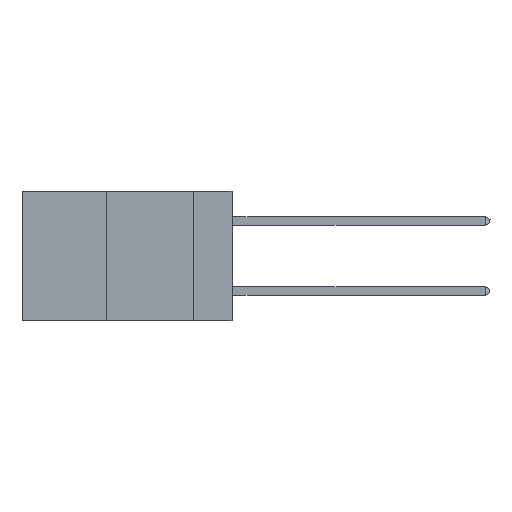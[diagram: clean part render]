
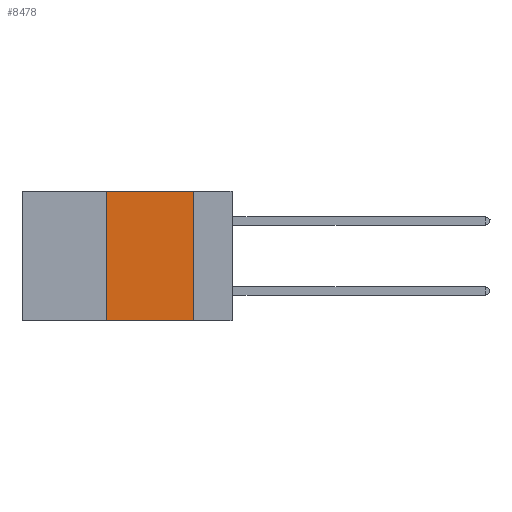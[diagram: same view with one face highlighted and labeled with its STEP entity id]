
A CAD part, left-side view. The second image highlights one B-rep face of the part: STEP entity #8478.
In plain terms, the highlighted planar face has unit normal (-1, 0, 0).
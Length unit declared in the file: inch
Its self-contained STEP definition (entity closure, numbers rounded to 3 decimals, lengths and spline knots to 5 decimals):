
#347 = CARTESIAN_POINT ( 'NONE',  ( 0., 0.36, -0.37 ) ) ;
#2151 = DIRECTION ( 'NONE',  ( 1., 0., 0. ) ) ;
#2236 = CARTESIAN_POINT ( 'NONE',  ( 0., 0.6, 0. ) ) ;
#3181 = VERTEX_POINT ( 'NONE', #10368 ) ;
#3580 = CARTESIAN_POINT ( 'NONE',  ( 0., 0.11, 0. ) ) ;
#4327 = EDGE_CURVE ( 'NONE', #9628, #3181, #8676, .T. ) ;
#4554 = VERTEX_POINT ( 'NONE', #8926 ) ;
#4666 = DIRECTION ( 'NONE',  ( 0., -1., 0. ) ) ;
#4813 = EDGE_CURVE ( 'NONE', #9628, #4554, #15047, .T. ) ;
#5086 = VECTOR ( 'NONE', #4666, 39.37008 ) ;
#6084 = LINE ( 'NONE', #7576, #5086 ) ;
#6121 = EDGE_CURVE ( 'NONE', #6631, #3181, #11603, .T. ) ;
#6290 = ORIENTED_EDGE ( 'NONE', *, *, #10694, .F. ) ;
#6631 = VERTEX_POINT ( 'NONE', #3580 ) ;
#6908 = ORIENTED_EDGE ( 'NONE', *, *, #6121, .F. ) ;
#7576 = CARTESIAN_POINT ( 'NONE',  ( 0., 0.6, 0. ) ) ;
#7630 = ORIENTED_EDGE ( 'NONE', *, *, #4327, .T. ) ;
#8196 = CARTESIAN_POINT ( 'NONE',  ( 0., 0.11, 0. ) ) ;
#8259 = AXIS2_PLACEMENT_3D ( 'NONE', #2236, #2151, #11129 ) ;
#8261 = EDGE_LOOP ( 'NONE', ( #6908, #6290, #15981, #7630 ) ) ;
#8478 = ADVANCED_FACE ( 'NONE', ( #12224 ), #12467, .F. ) ;
#8676 = LINE ( 'NONE', #16395, #15630 ) ;
#8745 = CARTESIAN_POINT ( 'NONE',  ( 0., 0.36, 0. ) ) ;
#8926 = CARTESIAN_POINT ( 'NONE',  ( 0., 0.36, 0. ) ) ;
#9628 = VERTEX_POINT ( 'NONE', #347 ) ;
#10368 = CARTESIAN_POINT ( 'NONE',  ( 0., 0.11, -0.37 ) ) ;
#10694 = EDGE_CURVE ( 'NONE', #4554, #6631, #6084, .T. ) ;
#11129 = DIRECTION ( 'NONE',  ( 0., 0., -1. ) ) ;
#11603 = LINE ( 'NONE', #8196, #15344 ) ;
#12224 = FACE_OUTER_BOUND ( 'NONE', #8261, .T. ) ;
#12389 = DIRECTION ( 'NONE',  ( 0., 0., 1. ) ) ;
#12467 = PLANE ( 'NONE',  #8259 ) ;
#12703 = VECTOR ( 'NONE', #12389, 39.37008 ) ;
#13256 = DIRECTION ( 'NONE',  ( 0., 0., -1. ) ) ;
#13724 = DIRECTION ( 'NONE',  ( 0., -1., 0. ) ) ;
#15047 = LINE ( 'NONE', #8745, #12703 ) ;
#15344 = VECTOR ( 'NONE', #13256, 39.37008 ) ;
#15630 = VECTOR ( 'NONE', #13724, 39.37008 ) ;
#15981 = ORIENTED_EDGE ( 'NONE', *, *, #4813, .F. ) ;
#16395 = CARTESIAN_POINT ( 'NONE',  ( 0., 0.6, -0.37 ) ) ;
